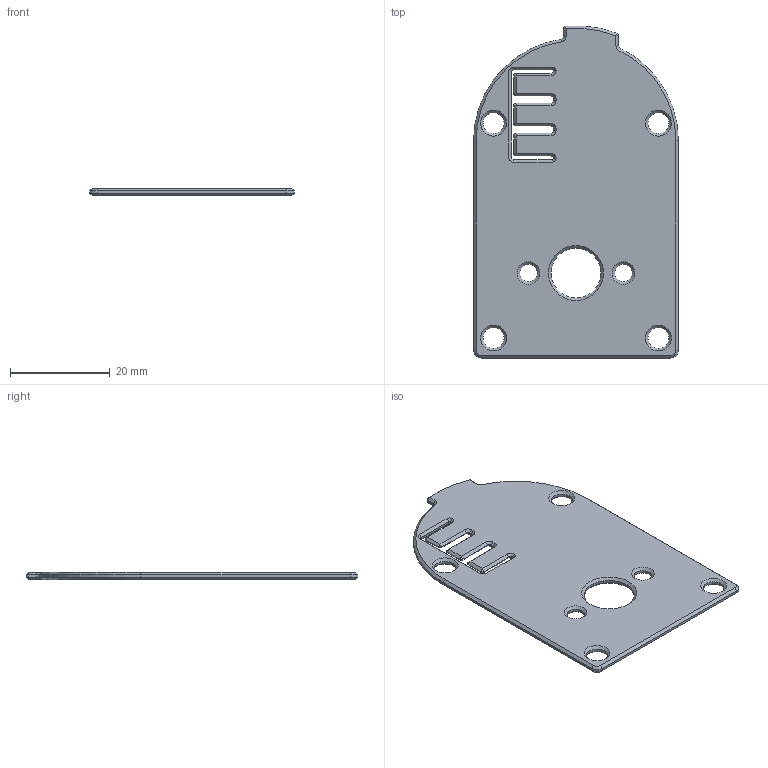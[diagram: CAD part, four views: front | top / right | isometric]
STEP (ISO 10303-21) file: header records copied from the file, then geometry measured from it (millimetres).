
FILE_DESCRIPTION(/* description */ ('STEP AP242','CAx-IF Rec.Pracs.---Representation and Presentation of Product Manufacturing Information (PMI)---4.0---2014-10-13','CAx-IF Rec.Pracs.---3D Tessellated Geometry---0.4---2014-09-14','2;1'),/* implementation_level */ '2;1');
FILE_NAME(/* name */ '66a0cd02c002fe264e56d799',/* time_stamp */ '2024-07-24T09:44:35Z',/* author */ (''),/* organization */ (''),/* preprocessor_version */ 'ST-DEVELOPER v20',/* originating_system */ ' ',/* authorisation */ ' ');
FILE_SCHEMA (('AP242_MANAGED_MODEL_BASED_3D_ENGINEERING_MIM_LF { 1 0 10303 442 1 1 4 }'));
Length unit declared in the file: metre
Products named in the file (1): Trackpoint Case Cover
Bounding box: 41 x 66.46 x 1.5 mm (x, y, z)
Volume: 3239.9 mm3; surface area: 4897.8 mm2
Topology: 1 solids, 1 shells, 153 faces, 359 edges, 198 vertices
Faces by surface type: plane 69, cone 52, cylinder 32
Full cylindrical faces by diameter (mm): 3.5 x2, 4.2 x4, 10 x1
Entity records: 4126 total; most frequent: DIRECTION 742, CARTESIAN_POINT 680, ORIENTED_EDGE 656, EDGE_CURVE 328, AXIS2_PLACEMENT_3D 260, LINE 222, VECTOR 222, VERTEX_POINT 198
